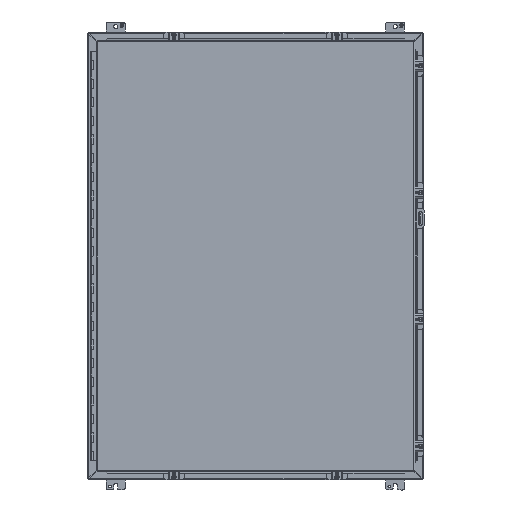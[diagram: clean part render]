
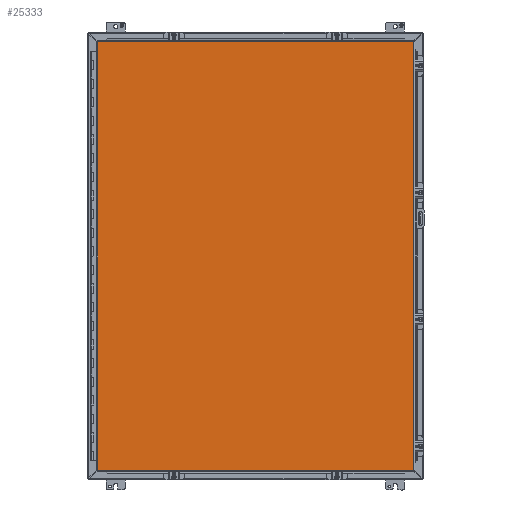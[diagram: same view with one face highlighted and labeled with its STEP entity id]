
A CAD part, front view. The second image highlights one B-rep face of the part: STEP entity #25333.
In plain terms, the highlighted planar face has unit normal (0, -1, 0).
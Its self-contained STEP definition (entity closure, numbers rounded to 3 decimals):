
#592 = DIRECTION ( 'NONE',  ( 0., 0., -1. ) ) ;
#946 = EDGE_CURVE ( 'NONE', #59028, #38142, #53962, .T. ) ;
#2366 = EDGE_CURVE ( 'NONE', #31014, #12241, #75490, .T. ) ;
#6440 = DIRECTION ( 'NONE',  ( 0., -1., 0. ) ) ;
#7217 = ORIENTED_EDGE ( 'NONE', *, *, #73596, .F. ) ;
#8745 = VECTOR ( 'NONE', #66122, 39.37 ) ;
#10806 = ORIENTED_EDGE ( 'NONE', *, *, #13542, .F. ) ;
#12241 = VERTEX_POINT ( 'NONE', #36482 ) ;
#13542 = EDGE_CURVE ( 'NONE', #38142, #31014, #24534, .T. ) ;
#18282 = CARTESIAN_POINT ( 'NONE',  ( -16.955, -13.215, -22.994 ) ) ;
#18984 = PLANE ( 'NONE',  #66437 ) ;
#20570 = VECTOR ( 'NONE', #57738, 39.37 ) ;
#21849 = ORIENTED_EDGE ( 'NONE', *, *, #2366, .F. ) ;
#24534 = LINE ( 'NONE', #48377, #20570 ) ;
#25333 = ADVANCED_FACE ( 'NONE', ( #54621 ), #18984, .T. ) ;
#28993 = VECTOR ( 'NONE', #52328, 39.37 ) ;
#31014 = VERTEX_POINT ( 'NONE', #46659 ) ;
#32138 = DIRECTION ( 'NONE',  ( -1., 0., 0. ) ) ;
#36482 = CARTESIAN_POINT ( 'NONE',  ( 17.017, -13.215, -22.995 ) ) ;
#38142 = VERTEX_POINT ( 'NONE', #58982 ) ;
#42203 = CARTESIAN_POINT ( 'NONE',  ( -16.955, -13.215, -22.994 ) ) ;
#46659 = CARTESIAN_POINT ( 'NONE',  ( 17.017, -13.215, 22.995 ) ) ;
#48377 = CARTESIAN_POINT ( 'NONE',  ( -16.955, -13.215, 22.995 ) ) ;
#49738 = LINE ( 'NONE', #73683, #76741 ) ;
#52328 = DIRECTION ( 'NONE',  ( 0., 0., -1. ) ) ;
#53962 = LINE ( 'NONE', #42203, #8745 ) ;
#54621 = FACE_OUTER_BOUND ( 'NONE', #61285, .T. ) ;
#55386 = CARTESIAN_POINT ( 'NONE',  ( -16.955, -13.215, -22.994 ) ) ;
#57738 = DIRECTION ( 'NONE',  ( 1., 0., 0. ) ) ;
#58982 = CARTESIAN_POINT ( 'NONE',  ( -16.955, -13.215, 22.995 ) ) ;
#59028 = VERTEX_POINT ( 'NONE', #18282 ) ;
#61285 = EDGE_LOOP ( 'NONE', ( #21849, #10806, #63009, #7217 ) ) ;
#63009 = ORIENTED_EDGE ( 'NONE', *, *, #946, .F. ) ;
#66122 = DIRECTION ( 'NONE',  ( 0., 0., 1. ) ) ;
#66437 = AXIS2_PLACEMENT_3D ( 'NONE', #55386, #6440, #592 ) ;
#69225 = CARTESIAN_POINT ( 'NONE',  ( 17.017, -13.215, 22.995 ) ) ;
#73596 = EDGE_CURVE ( 'NONE', #12241, #59028, #49738, .T. ) ;
#73683 = CARTESIAN_POINT ( 'NONE',  ( 17.017, -13.215, -22.994 ) ) ;
#75490 = LINE ( 'NONE', #69225, #28993 ) ;
#76741 = VECTOR ( 'NONE', #32138, 39.37 ) ;
